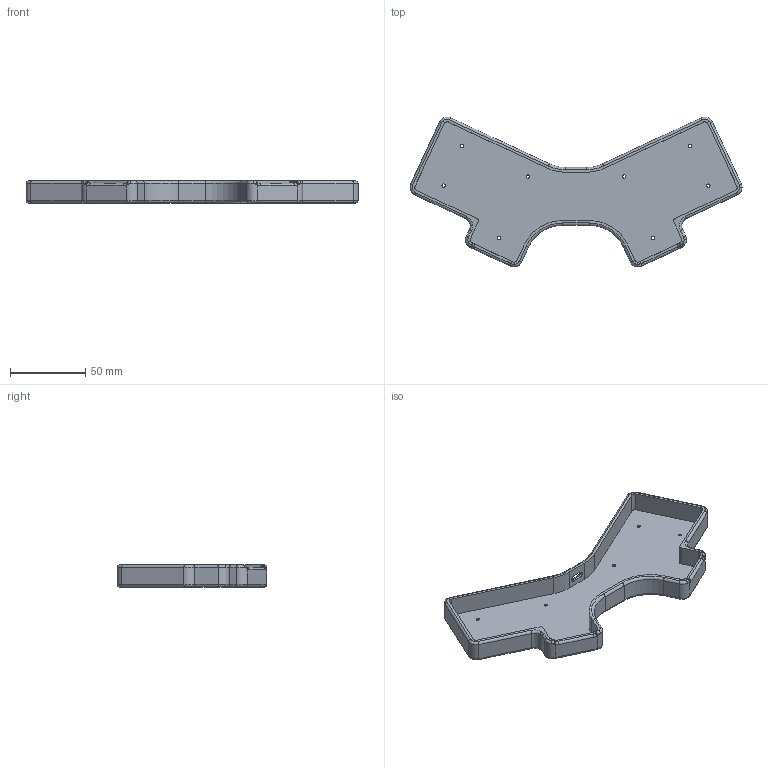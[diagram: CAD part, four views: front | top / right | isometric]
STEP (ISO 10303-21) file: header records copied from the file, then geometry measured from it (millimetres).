
FILE_DESCRIPTION(('HOOPS Exchange Step'),'2;1');
FILE_NAME('temp_export','2026-02-11T10:52:11-05:00',('jscotto'),('Shapr3D Limited'),'HOOPS Exchange 2025.9','Shapr3D','Authorized');
FILE_SCHEMA( ('AP242_MANAGED_MODEL_BASED_3D_ENGINEERING_MIM_LF {1 0 10303 442 1 1 4}') );
Length unit declared in the file: millimetre
Products named in the file (1): Case
Bounding box: 220.14 x 99.37 x 14.6 mm (x, y, z)
Volume: 43722 mm3; surface area: 40384.9 mm2
Topology: 1 solids, 1 shells, 174 faces, 432 edges, 260 vertices
Faces by surface type: cylinder 73, torus 41, plane 36, bspline 24
Entity records: 7741 total; most frequent: CARTESIAN_POINT 3580, DIRECTION 881, ORIENTED_EDGE 864, EDGE_CURVE 432, AXIS2_PLACEMENT_3D 357, VERTEX_POINT 260, CIRCLE 205, EDGE_LOOP 192
